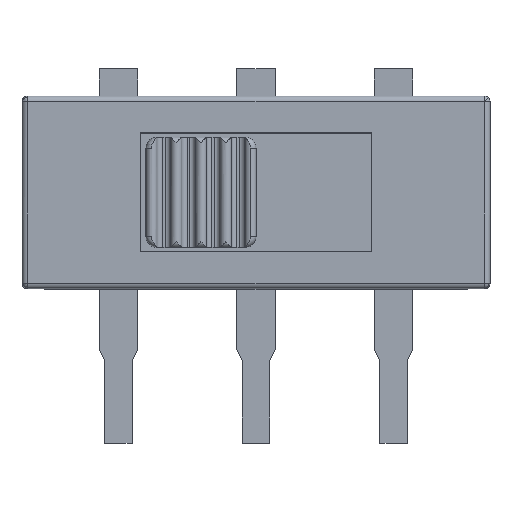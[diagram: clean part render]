
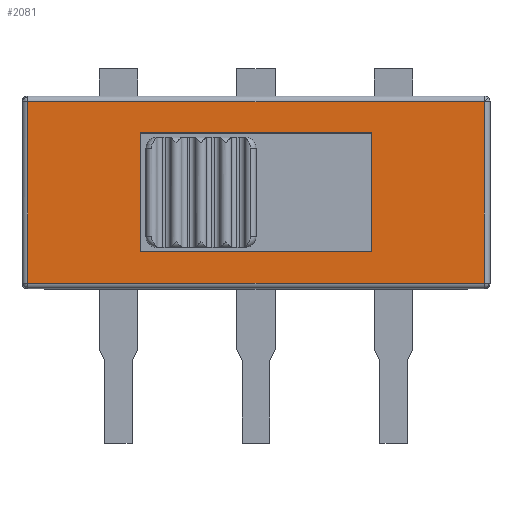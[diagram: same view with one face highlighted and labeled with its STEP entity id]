
A CAD part, top view. The second image highlights one B-rep face of the part: STEP entity #2081.
In plain terms, the highlighted planar face has unit normal (0, 0, 1).
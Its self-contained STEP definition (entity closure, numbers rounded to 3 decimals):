
#57 = VERTEX_POINT ( 'NONE', #5438 ) ;
#91 = CARTESIAN_POINT ( 'NONE',  ( -4.15, -1.75, 1.45 ) ) ;
#127 = CARTESIAN_POINT ( 'NONE',  ( -4.15, -1.65, 1.45 ) ) ;
#153 = ORIENTED_EDGE ( 'NONE', *, *, #4818, .T. ) ;
#267 = VERTEX_POINT ( 'NONE', #127 ) ;
#539 = EDGE_CURVE ( 'NONE', #57, #3973, #5787, .T. ) ;
#689 = EDGE_LOOP ( 'NONE', ( #2680, #4151, #153, #4807 ) ) ;
#759 = VECTOR ( 'NONE', #1628, 1000. ) ;
#762 = CARTESIAN_POINT ( 'NONE',  ( 15.331, -1.65, 1.45 ) ) ;
#792 = DIRECTION ( 'NONE',  ( 0., -1., 0. ) ) ;
#802 = EDGE_LOOP ( 'NONE', ( #3918, #2562, #5236, #5349 ) ) ;
#1026 = CARTESIAN_POINT ( 'NONE',  ( 2.1, -1.08, 1.45 ) ) ;
#1075 = DIRECTION ( 'NONE',  ( -1., 0., 0. ) ) ;
#1188 = DIRECTION ( 'NONE',  ( 0., -1., 0. ) ) ;
#1565 = CARTESIAN_POINT ( 'NONE',  ( -2.1, -1.75, 1.45 ) ) ;
#1626 = VERTEX_POINT ( 'NONE', #1026 ) ;
#1628 = DIRECTION ( 'NONE',  ( 0., 1., 0. ) ) ;
#1980 = EDGE_CURVE ( 'NONE', #6106, #2723, #3044, .T. ) ;
#2081 = ADVANCED_FACE ( 'NONE', ( #2183, #4503 ), #3577, .T. ) ;
#2082 = VECTOR ( 'NONE', #4158, 1000. ) ;
#2163 = CARTESIAN_POINT ( 'NONE',  ( -2.1, -1.08, 1.45 ) ) ;
#2183 = FACE_BOUND ( 'NONE', #689, .T. ) ;
#2189 = DIRECTION ( 'NONE',  ( 0., 1., 0. ) ) ;
#2233 = DIRECTION ( 'NONE',  ( 1., 0., 0. ) ) ;
#2562 = ORIENTED_EDGE ( 'NONE', *, *, #3972, .F. ) ;
#2680 = ORIENTED_EDGE ( 'NONE', *, *, #5075, .T. ) ;
#2697 = DIRECTION ( 'NONE',  ( -1., 0., 0. ) ) ;
#2723 = VERTEX_POINT ( 'NONE', #4016 ) ;
#3044 = LINE ( 'NONE', #1565, #759 ) ;
#3051 = LINE ( 'NONE', #91, #5718 ) ;
#3077 = CARTESIAN_POINT ( 'NONE',  ( -4.15, 1.65, 1.45 ) ) ;
#3104 = DIRECTION ( 'NONE',  ( 0., 0., 1. ) ) ;
#3243 = VERTEX_POINT ( 'NONE', #4143 ) ;
#3354 = AXIS2_PLACEMENT_3D ( 'NONE', #5478, #3104, #2233 ) ;
#3441 = VECTOR ( 'NONE', #2697, 1000. ) ;
#3545 = LINE ( 'NONE', #762, #3441 ) ;
#3568 = EDGE_CURVE ( 'NONE', #3973, #267, #3051, .T. ) ;
#3577 = PLANE ( 'NONE',  #3354 ) ;
#3918 = ORIENTED_EDGE ( 'NONE', *, *, #3568, .T. ) ;
#3972 = EDGE_CURVE ( 'NONE', #3243, #267, #3545, .T. ) ;
#3973 = VERTEX_POINT ( 'NONE', #3077 ) ;
#4016 = CARTESIAN_POINT ( 'NONE',  ( -2.1, 1.08, 1.45 ) ) ;
#4143 = CARTESIAN_POINT ( 'NONE',  ( 4.15, -1.65, 1.45 ) ) ;
#4151 = ORIENTED_EDGE ( 'NONE', *, *, #1980, .T. ) ;
#4158 = DIRECTION ( 'NONE',  ( -1., 0., 0. ) ) ;
#4503 = FACE_OUTER_BOUND ( 'NONE', #802, .T. ) ;
#4511 = LINE ( 'NONE', #4537, #4642 ) ;
#4537 = CARTESIAN_POINT ( 'NONE',  ( 4.15, -1.75, 1.45 ) ) ;
#4538 = VECTOR ( 'NONE', #792, 1000. ) ;
#4589 = EDGE_CURVE ( 'NONE', #5285, #1626, #4643, .T. ) ;
#4621 = LINE ( 'NONE', #5129, #2082 ) ;
#4642 = VECTOR ( 'NONE', #2189, 1000. ) ;
#4643 = LINE ( 'NONE', #5504, #4538 ) ;
#4703 = VECTOR ( 'NONE', #1075, 1000. ) ;
#4807 = ORIENTED_EDGE ( 'NONE', *, *, #4589, .T. ) ;
#4818 = EDGE_CURVE ( 'NONE', #2723, #5285, #5564, .T. ) ;
#4953 = VECTOR ( 'NONE', #6047, 1000. ) ;
#5046 = EDGE_CURVE ( 'NONE', #3243, #57, #4511, .T. ) ;
#5075 = EDGE_CURVE ( 'NONE', #1626, #6106, #4621, .T. ) ;
#5129 = CARTESIAN_POINT ( 'NONE',  ( -4.25, -1.08, 1.45 ) ) ;
#5236 = ORIENTED_EDGE ( 'NONE', *, *, #5046, .T. ) ;
#5285 = VERTEX_POINT ( 'NONE', #5600 ) ;
#5349 = ORIENTED_EDGE ( 'NONE', *, *, #539, .T. ) ;
#5412 = CARTESIAN_POINT ( 'NONE',  ( -4.25, 1.65, 1.45 ) ) ;
#5438 = CARTESIAN_POINT ( 'NONE',  ( 4.15, 1.65, 1.45 ) ) ;
#5478 = CARTESIAN_POINT ( 'NONE',  ( -4.25, -1.75, 1.45 ) ) ;
#5504 = CARTESIAN_POINT ( 'NONE',  ( 2.1, -1.75, 1.45 ) ) ;
#5564 = LINE ( 'NONE', #5992, #4953 ) ;
#5600 = CARTESIAN_POINT ( 'NONE',  ( 2.1, 1.08, 1.45 ) ) ;
#5718 = VECTOR ( 'NONE', #1188, 1000. ) ;
#5787 = LINE ( 'NONE', #5412, #4703 ) ;
#5992 = CARTESIAN_POINT ( 'NONE',  ( -4.25, 1.08, 1.45 ) ) ;
#6047 = DIRECTION ( 'NONE',  ( 1., 0., 0. ) ) ;
#6106 = VERTEX_POINT ( 'NONE', #2163 ) ;
